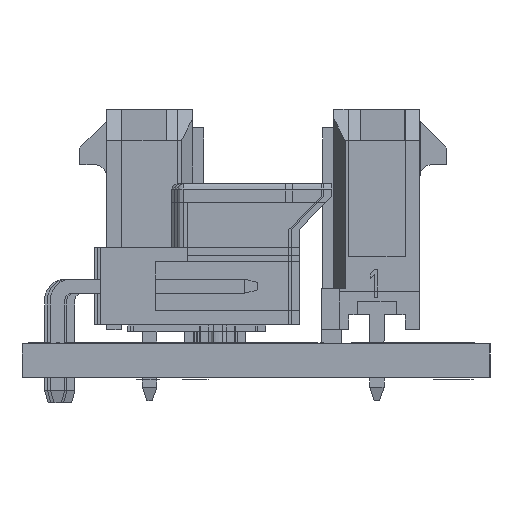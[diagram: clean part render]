
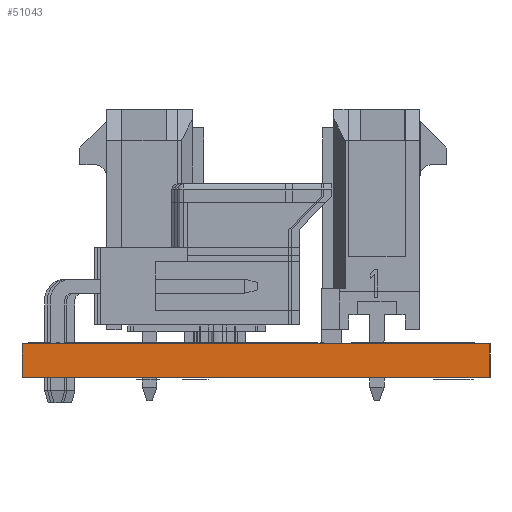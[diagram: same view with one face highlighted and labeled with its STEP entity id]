
A CAD part, left-side view. The second image highlights one B-rep face of the part: STEP entity #51043.
In plain terms, the highlighted planar face has unit normal (-1, 0, 0).
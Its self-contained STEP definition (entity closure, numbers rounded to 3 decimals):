
#50987 = VERTEX_POINT('',#50988);
#50988 = CARTESIAN_POINT('',(-261.37,-10.5,1.51));
#50994 = EDGE_CURVE('',#50995,#50987,#50997,.T.);
#50995 = VERTEX_POINT('',#50996);
#50996 = CARTESIAN_POINT('',(-261.37,-10.5,0.));
#50997 = LINE('',#50998,#50999);
#50998 = CARTESIAN_POINT('',(-261.37,-10.5,0.));
#50999 = VECTOR('',#51000,1.);
#51000 = DIRECTION('',(0.,0.,1.));
#51043 = ADVANCED_FACE('',(#51044),#51069,.T.);
#51044 = FACE_BOUND('',#51045,.T.);
#51045 = EDGE_LOOP('',(#51046,#51047,#51055,#51063));
#51046 = ORIENTED_EDGE('',*,*,#50994,.T.);
#51047 = ORIENTED_EDGE('',*,*,#51048,.T.);
#51048 = EDGE_CURVE('',#50987,#51049,#51051,.T.);
#51049 = VERTEX_POINT('',#51050);
#51050 = CARTESIAN_POINT('',(-261.37,10.5,1.51));
#51051 = LINE('',#51052,#51053);
#51052 = CARTESIAN_POINT('',(-261.37,-10.5,1.51));
#51053 = VECTOR('',#51054,1.);
#51054 = DIRECTION('',(0.,1.,0.));
#51055 = ORIENTED_EDGE('',*,*,#51056,.F.);
#51056 = EDGE_CURVE('',#51057,#51049,#51059,.T.);
#51057 = VERTEX_POINT('',#51058);
#51058 = CARTESIAN_POINT('',(-261.37,10.5,0.));
#51059 = LINE('',#51060,#51061);
#51060 = CARTESIAN_POINT('',(-261.37,10.5,0.));
#51061 = VECTOR('',#51062,1.);
#51062 = DIRECTION('',(0.,0.,1.));
#51063 = ORIENTED_EDGE('',*,*,#51064,.F.);
#51064 = EDGE_CURVE('',#50995,#51057,#51065,.T.);
#51065 = LINE('',#51066,#51067);
#51066 = CARTESIAN_POINT('',(-261.37,-10.5,0.));
#51067 = VECTOR('',#51068,1.);
#51068 = DIRECTION('',(0.,1.,0.));
#51069 = PLANE('',#51070);
#51070 = AXIS2_PLACEMENT_3D('',#51071,#51072,#51073);
#51071 = CARTESIAN_POINT('',(-261.37,-10.5,0.));
#51072 = DIRECTION('',(-1.,0.,0.));
#51073 = DIRECTION('',(0.,1.,0.));
